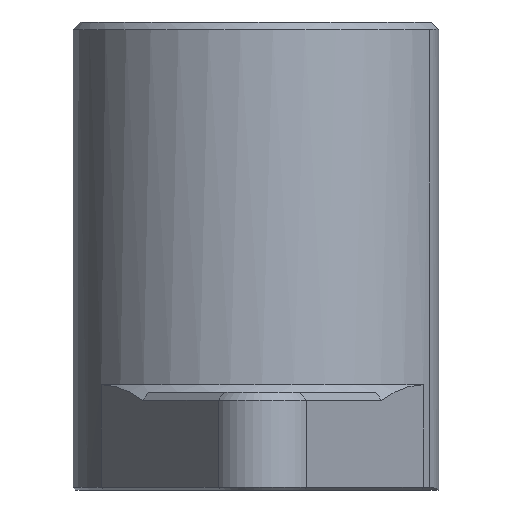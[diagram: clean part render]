
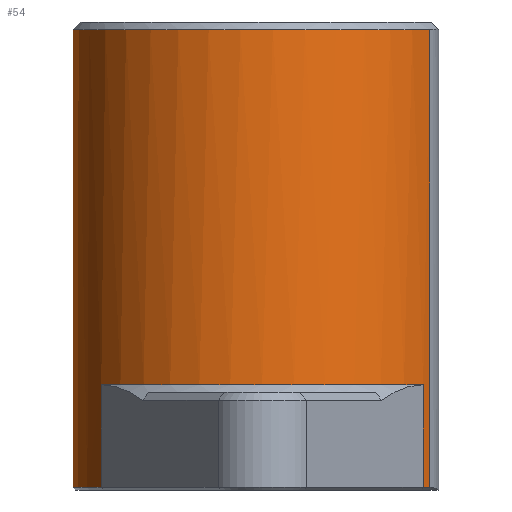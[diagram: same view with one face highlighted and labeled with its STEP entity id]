
A CAD part, left-side view. The second image highlights one B-rep face of the part: STEP entity #54.
In plain terms, the highlighted cylindrical face has radius 14.6 mm (diameter 29.2 mm), a partial arc.
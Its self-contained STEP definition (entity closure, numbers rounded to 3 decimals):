
#54=ADVANCED_FACE('',(#103),#105,.T.);
#103=FACE_BOUND('',#104,.T.);
#104=EDGE_LOOP('',(#403,#404,#405,#406,#407,#408,#409,#410,#411,#412,#413,#414));
#105=CYLINDRICAL_SURFACE('',#106,14.6);
#106=AXIS2_PLACEMENT_3D('',#107,#108,#109);
#107=CARTESIAN_POINT('',(0.,0.,0.));
#108=DIRECTION('',(0.,0.,1.));
#109=DIRECTION('',(0.364,-0.932,0.));
#403=ORIENTED_EDGE('',*,*,#583,.F.);
#404=ORIENTED_EDGE('',*,*,#584,.T.);
#405=ORIENTED_EDGE('',*,*,#585,.F.);
#406=ORIENTED_EDGE('',*,*,#586,.F.);
#407=ORIENTED_EDGE('',*,*,#587,.F.);
#408=ORIENTED_EDGE('',*,*,#588,.T.);
#409=ORIENTED_EDGE('',*,*,#589,.F.);
#410=ORIENTED_EDGE('',*,*,#590,.F.);
#411=ORIENTED_EDGE('',*,*,#591,.F.);
#412=ORIENTED_EDGE('',*,*,#592,.T.);
#413=ORIENTED_EDGE('',*,*,#593,.T.);
#414=ORIENTED_EDGE('',*,*,#594,.F.);
#583=EDGE_CURVE('',#675,#676,#677,.T.);
#584=EDGE_CURVE('',#675,#678,#679,.T.);
#585=EDGE_CURVE('',#680,#678,#681,.F.);
#586=EDGE_CURVE('',#682,#680,#683,.F.);
#587=EDGE_CURVE('',#684,#682,#685,.T.);
#588=EDGE_CURVE('',#684,#686,#687,.T.);
#589=EDGE_CURVE('',#688,#686,#689,.F.);
#590=EDGE_CURVE('',#690,#688,#691,.F.);
#591=EDGE_CURVE('',#692,#690,#693,.T.);
#592=EDGE_CURVE('',#692,#694,#695,.T.);
#593=EDGE_CURVE('',#694,#696,#697,.T.);
#594=EDGE_CURVE('',#676,#696,#698,.T.);
#675=VERTEX_POINT('',#830);
#676=VERTEX_POINT('',#831);
#677=LINE('',#832,#833);
#678=VERTEX_POINT('',#835);
#679=CIRCLE('',#836,14.6);
#680=VERTEX_POINT('',#840);
#681=LINE('',#841,#842);
#682=VERTEX_POINT('',#844);
#683=CIRCLE('',#845,14.6);
#684=VERTEX_POINT('',#849);
#685=LINE('',#850,#851);
#686=VERTEX_POINT('',#853);
#687=CIRCLE('',#854,14.6);
#688=VERTEX_POINT('',#858);
#689=LINE('',#859,#860);
#690=VERTEX_POINT('',#862);
#691=CIRCLE('',#863,14.6);
#692=VERTEX_POINT('',#867);
#693=LINE('',#868,#869);
#694=VERTEX_POINT('',#871);
#695=CIRCLE('',#872,14.6);
#696=VERTEX_POINT('',#876);
#697=LINE('',#877,#878);
#698=CIRCLE('',#880,14.6);
#830=CARTESIAN_POINT('',(6.833,-12.902,0.2));
#831=CARTESIAN_POINT('',(6.833,-12.902,35.4));
#832=CARTESIAN_POINT('',(6.833,-12.902,0.2));
#833=VECTOR('',#834,1.);
#834=DIRECTION('',(0.,0.,1.));
#835=CARTESIAN_POINT('',(7.738,-12.381,0.2));
#836=AXIS2_PLACEMENT_3D('',#837,#838,#839);
#837=CARTESIAN_POINT('',(0.,0.,0.2));
#838=DIRECTION('',(0.,0.,1.));
#839=DIRECTION('',(0.468,-0.884,0.));
#840=CARTESIAN_POINT('',(7.738,-12.381,8.1));
#841=CARTESIAN_POINT('',(7.738,-12.381,0.2));
#842=VECTOR('',#843,1.);
#843=DIRECTION('',(0.,0.,1.));
#844=CARTESIAN_POINT('',(7.738,12.381,8.1));
#845=AXIS2_PLACEMENT_3D('',#846,#847,#848);
#846=CARTESIAN_POINT('',(0.,0.,8.1));
#847=DIRECTION('',(0.,0.,1.));
#848=DIRECTION('',(0.53,-0.848,0.));
#849=CARTESIAN_POINT('',(7.738,12.381,0.2));
#850=CARTESIAN_POINT('',(7.738,12.381,0.2));
#851=VECTOR('',#852,1.);
#852=DIRECTION('',(0.,0.,1.));
#853=CARTESIAN_POINT('',(-7.738,12.381,0.2));
#854=AXIS2_PLACEMENT_3D('',#855,#856,#857);
#855=CARTESIAN_POINT('',(0.,0.,0.2));
#856=DIRECTION('',(0.,0.,1.));
#857=DIRECTION('',(0.53,0.848,0.));
#858=CARTESIAN_POINT('',(-7.738,12.381,8.1));
#859=CARTESIAN_POINT('',(-7.738,12.381,0.2));
#860=VECTOR('',#861,1.);
#861=DIRECTION('',(0.,0.,1.));
#862=CARTESIAN_POINT('',(-7.738,-12.381,8.1));
#863=AXIS2_PLACEMENT_3D('',#864,#865,#866);
#864=CARTESIAN_POINT('',(0.,0.,8.1));
#865=DIRECTION('',(0.,0.,1.));
#866=DIRECTION('',(-0.53,0.848,0.));
#867=CARTESIAN_POINT('',(-7.738,-12.381,0.2));
#868=CARTESIAN_POINT('',(-7.738,-12.381,0.2));
#869=VECTOR('',#870,1.);
#870=DIRECTION('',(0.,0.,1.));
#871=CARTESIAN_POINT('',(-6.833,-12.902,0.2));
#872=AXIS2_PLACEMENT_3D('',#873,#874,#875);
#873=CARTESIAN_POINT('',(0.,0.,0.2));
#874=DIRECTION('',(0.,0.,1.));
#875=DIRECTION('',(-0.53,-0.848,0.));
#876=CARTESIAN_POINT('',(-6.833,-12.902,35.4));
#877=CARTESIAN_POINT('',(-6.833,-12.902,0.2));
#878=VECTOR('',#879,1.);
#879=DIRECTION('',(0.,0.,1.));
#880=AXIS2_PLACEMENT_3D('',#881,#882,#883);
#881=CARTESIAN_POINT('',(0.,0.,35.4));
#882=DIRECTION('',(0.,0.,1.));
#883=DIRECTION('',(0.468,-0.884,0.));
